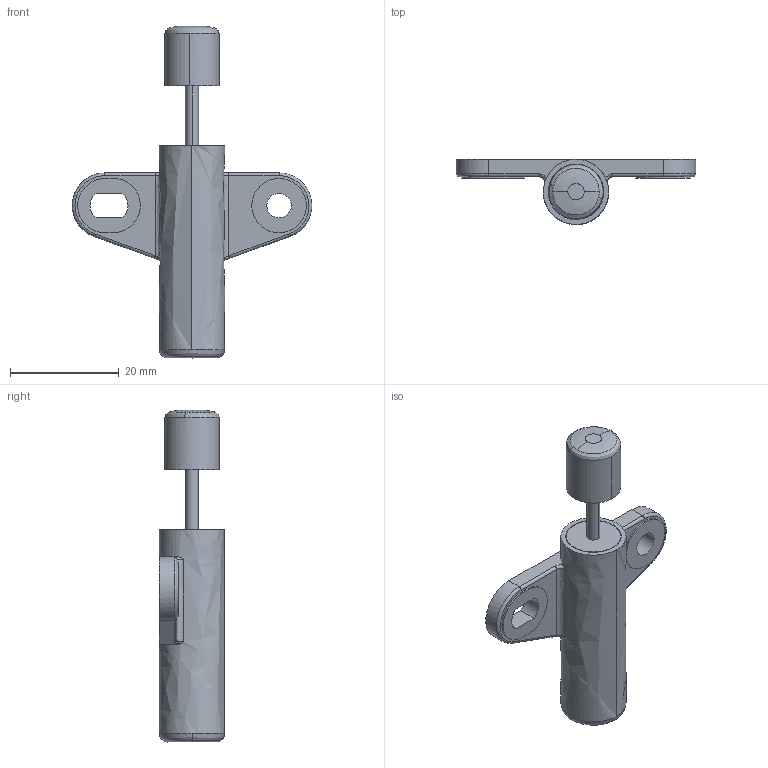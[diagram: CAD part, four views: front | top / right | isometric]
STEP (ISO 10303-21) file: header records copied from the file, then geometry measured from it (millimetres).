
FILE_DESCRIPTION((''),'2;1');
FILE_NAME('','2008-04-30T18:16:16',(''),(''),'','CADfix','');
FILE_SCHEMA(('AUTOMOTIVE_DESIGN { 1 0 10303 214 1 1 1 1 }'));
Length unit declared in the file: millimetre
Bounding box: 43.98 x 12 x 61 mm (x, y, z)
Volume: 6305.4 mm3; surface area: 3788.7 mm2
Topology: 3 solids, 3 shells, 81 faces, 225 edges, 156 vertices
Faces by surface type: bspline 81
Entity records: 3409 total; most frequent: CARTESIAN_POINT 2112, ORIENTED_EDGE 450, EDGE_CURVE 225, VERTEX_POINT 156, EDGE_LOOP 91, FACE_OUTER_BOUND 81, ADVANCED_FACE 81, QUASI_UNIFORM_CURVE 81
